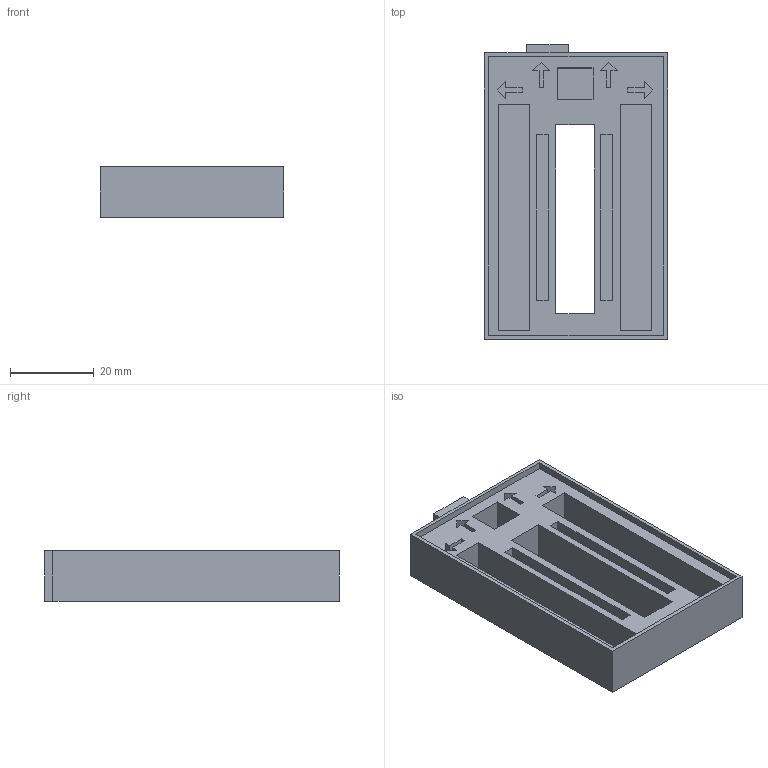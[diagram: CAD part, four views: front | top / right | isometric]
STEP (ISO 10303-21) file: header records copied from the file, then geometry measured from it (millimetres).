
FILE_DESCRIPTION(('PTSolns NTEA-MD Soldering Jig'),'2;1');
FILE_NAME( 'PTSolns_NTEA-MD_Soldering_Jig.step', '2024-09-24T10:15:37', ('PTSolns'), (''), 'v1.0', '', '');
FILE_SCHEMA(('AUTOMOTIVE_DESIGN { 1 0 10303 214 1 1 1 1 }'));
Length unit declared in the file: millimetre
Products named in the file (1): PTSolns_NTEA-MD_Soldering_Jig
Bounding box: 43.6 x 70.2 x 12 mm (x, y, z)
Volume: 17697.7 mm3; surface area: 13396.7 mm2
Topology: 1 solids, 1 shells, 78 faces, 194 edges, 128 vertices
Faces by surface type: plane 78
Entity records: 2292 total; most frequent: CARTESIAN_POINT 401, ORIENTED_EDGE 388, DIRECTION 352, EDGE_CURVE 194, LINE 194, VECTOR 194, VERTEX_POINT 128, FACE_BOUND 90
